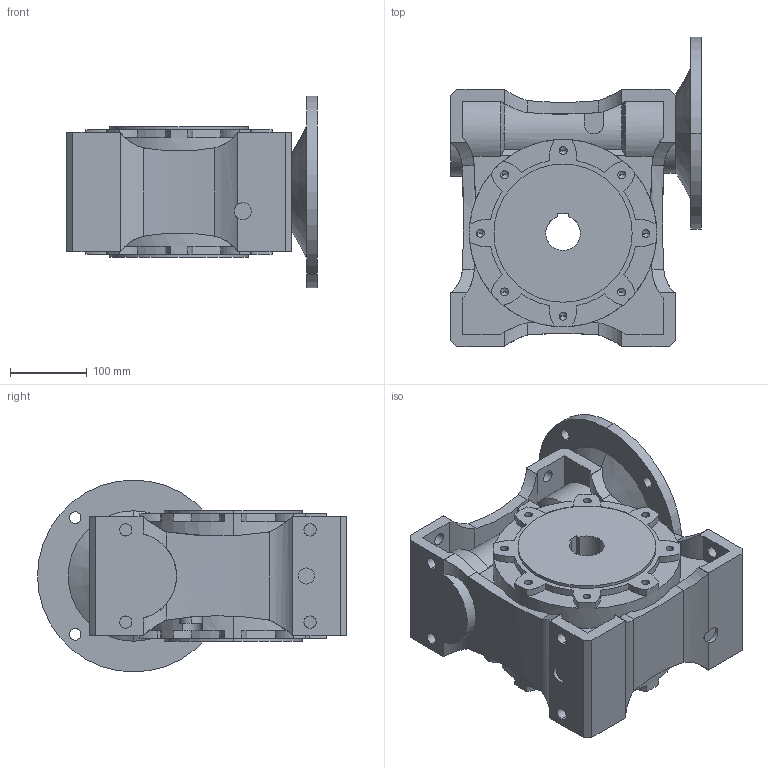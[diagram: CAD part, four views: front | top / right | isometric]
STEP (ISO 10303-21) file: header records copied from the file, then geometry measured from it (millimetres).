
FILE_DESCRIPTION (( 'STEP AP214' ), '1' );
FILE_NAME ('BOX130PAM100B5.STEP', '2013-10-02T05:23:50', ( '' ), ( '' ), 'SwSTEP 2.0', 'SolidWorks 2012', '' );
FILE_SCHEMA (( 'AUTOMOTIVE_DESIGN' ));
Length unit declared in the file: millimetre
Products named in the file (3): Box130 Input Flanges_100B5_112B5; box130; BOX130PAM100B5
Assembly tree (2 placements, depth 2):
  BOX130PAM100B5
    box130
    Box130 Input Flanges_100B5_112B5
Bounding box: 326.25 x 402.5 x 250 mm (x, y, z)
Volume: 12039454.2 mm3; surface area: 643302 mm2
Topology: 2 solids, 2 shells, 395 faces, 1074 edges, 695 vertices
Faces by surface type: cylinder 235, plane 131, cone 29
Entity records: 14109 total; most frequent: CARTESIAN_POINT 3563, DIRECTION 2153, ORIENTED_EDGE 2116, EDGE_CURVE 1058, AXIS2_PLACEMENT_3D 833, VERTEX_POINT 695, LINE 487, VECTOR 487
